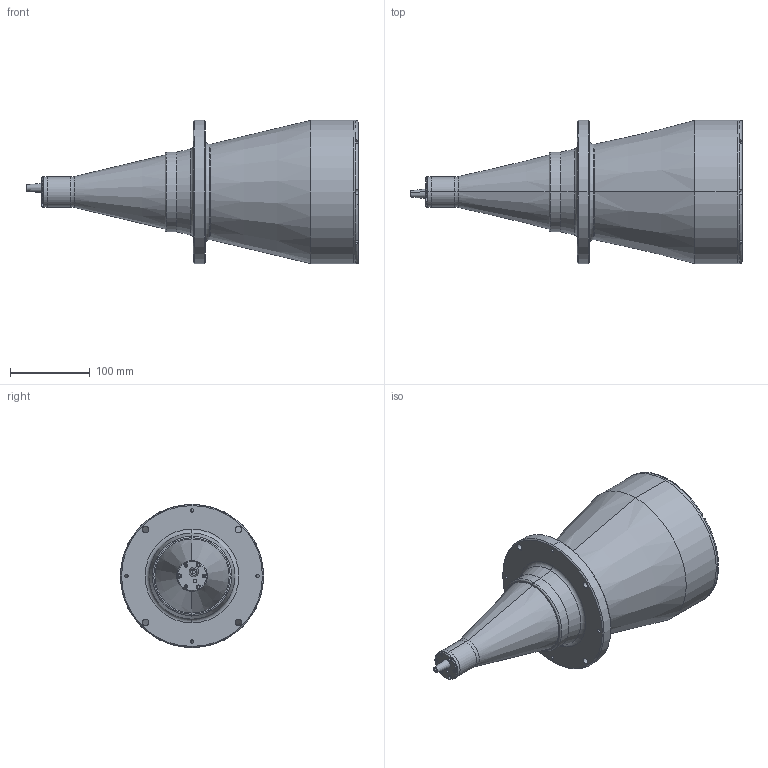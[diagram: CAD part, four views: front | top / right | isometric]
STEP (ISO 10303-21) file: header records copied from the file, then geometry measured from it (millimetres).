
FILE_DESCRIPTION (( 'STEP AP214' ), '1' );
FILE_NAME ('LTCL120.STEP', '2011-05-19T06:56:51', ( '--' ), ( '' ), 'SwSTEP 2.0', 'SolidWorks 2011', '' );
FILE_SCHEMA (( 'AUTOMOTIVE_DESIGN' ));
Length unit declared in the file: millimetre
Products named in the file (1): LTCL120
Bounding box: 417.24 x 180 x 180 mm (x, y, z)
Surface area: 224441.1 mm2 (no closed solid volume)
Topology: 0 solids, 11 shells, 174 faces, 505 edges, 348 vertices
Faces by surface type: cylinder 86, plane 52, cone 18, torus 16, sphere 2
Entity records: 8102 total; most frequent: CARTESIAN_POINT 1262, DIRECTION 1115, ORIENTED_EDGE 924, EDGE_CURVE 505, AXIS2_PLACEMENT_3D 465, VERTEX_POINT 348, CIRCLE 290, EDGE_LOOP 247
